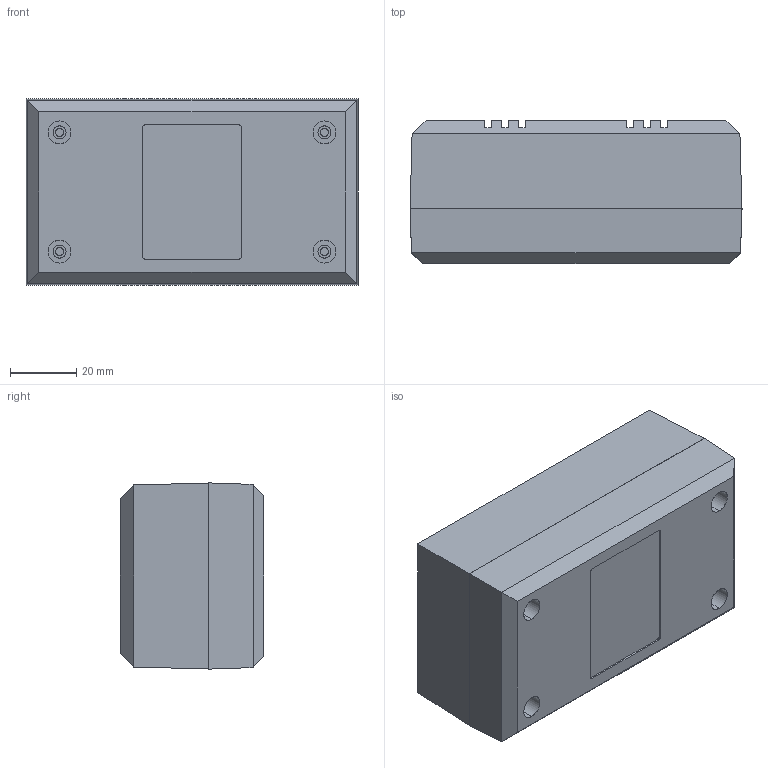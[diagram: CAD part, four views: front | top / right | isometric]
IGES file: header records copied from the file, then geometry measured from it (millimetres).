
Start section: SolidWorks IGES file using analytic representation for surfaces
Global section: file name: KMz 45.IGS; native system: SolidWorks 2008; preprocessor: SolidWorks 2008; author: user; date: 090518.150022; units: millimetre
Bounding box: 100 x 43.15 x 56.1 mm (x, y, z)
Surface area: 53674.9 mm2 (no closed solid volume)
Topology: 0 solids, 0 shells, 234 faces, 2168 edges, 2168 vertices
Faces by surface type: bspline 162, revolution 72
